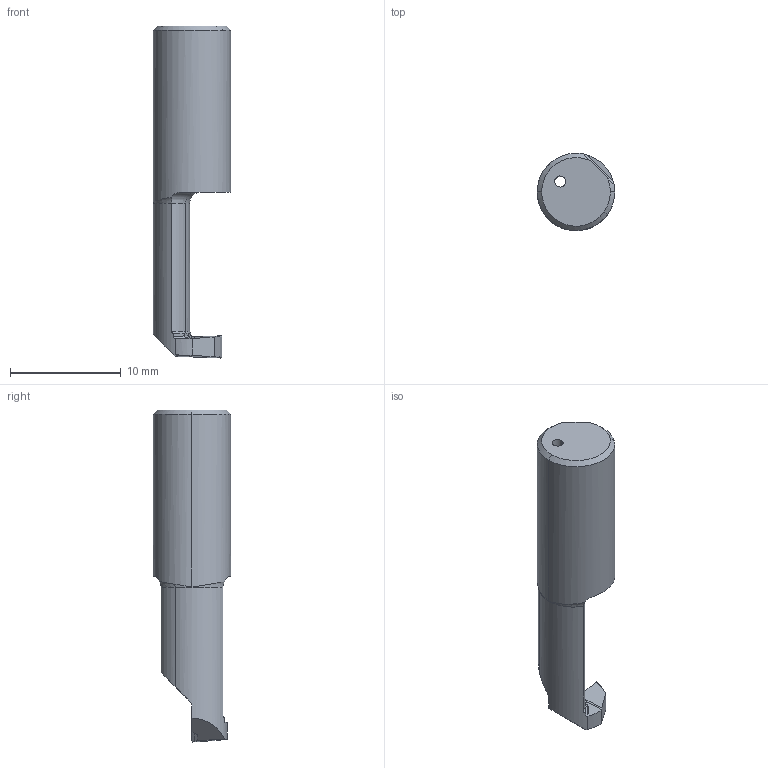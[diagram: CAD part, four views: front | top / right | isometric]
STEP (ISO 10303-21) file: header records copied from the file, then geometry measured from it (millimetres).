
FILE_DESCRIPTION(('CATIA V5 STEP','CAx-IF Rec.Pracs.--- Model Styling and Organization---1.2---2011-12-15'),'2;1');
FILE_NAME('6861034 - MINGL07-140200D068_STPL.stp','2018-06-08T05:22:10+00:00',('none'),('none'),'CATIA Version 5 Release 21 SP 5 (IN-10)','CATIA V5 STEP AP214','none');
FILE_SCHEMA(('AUTOMOTIVE_DESIGN { 1 0 10303 214 1 1 1 1 }'));
Length unit declared in the file: millimetre
Products named in the file (1): MINGL07-140200D068  
Bounding box: 7 x 7 x 30 mm (x, y, z)
Volume: 709.9 mm3; surface area: 687.8 mm2
Topology: 2 solids, 2 shells, 61 faces, 165 edges, 110 vertices
Faces by surface type: cylinder 24, plane 15, bspline 11, torus 7, cone 4
Entity records: 2368 total; most frequent: CARTESIAN_POINT 910, ORIENTED_EDGE 314, DIRECTION 187, EDGE_CURVE 157, VERTEX_POINT 100, B_SPLINE_CURVE_WITH_KNOTS 78, AXIS2_PLACEMENT_3D 76, EDGE_LOOP 63
